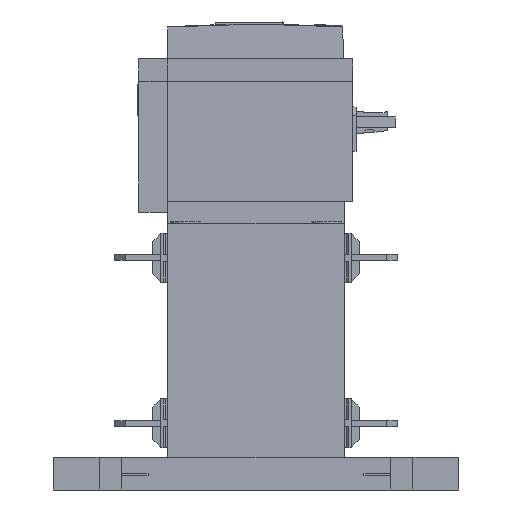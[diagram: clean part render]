
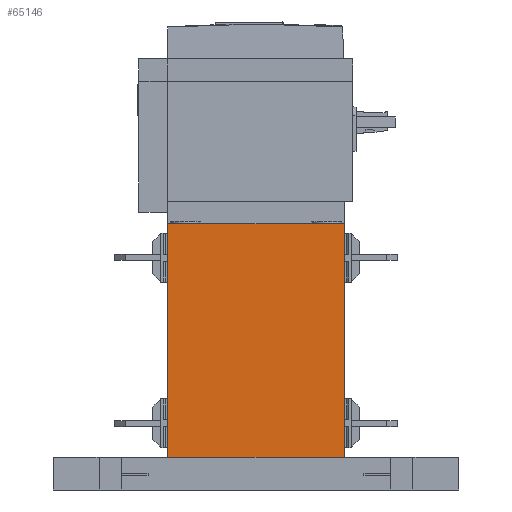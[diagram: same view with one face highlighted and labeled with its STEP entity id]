
A CAD part, left-side view. The second image highlights one B-rep face of the part: STEP entity #65146.
In plain terms, the highlighted planar face has unit normal (-1, 0, 0).
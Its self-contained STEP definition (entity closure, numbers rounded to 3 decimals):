
#46283=DIRECTION('',(0.,0.,-1.));
#46284=VECTOR('',#46283,132.2);
#46285=CARTESIAN_POINT('',(-135.,50.,150.7));
#46286=LINE('',#46285,#46284);
#49752=DIRECTION('',(0.,0.,1.));
#49753=VECTOR('',#49752,132.2);
#49754=CARTESIAN_POINT('',(-135.,-50.,18.5));
#49755=LINE('',#49754,#49753);
#50445=DIRECTION('',(0.,-1.,0.));
#50446=VECTOR('',#50445,100.);
#50447=CARTESIAN_POINT('',(-135.,50.,18.5));
#50448=LINE('',#50447,#50446);
#50505=DIRECTION('',(0.,1.,0.));
#50506=VECTOR('',#50505,100.);
#50507=CARTESIAN_POINT('',(-135.,-50.,150.7));
#50508=LINE('',#50507,#50506);
#55376=CARTESIAN_POINT('',(-135.,-50.,18.5));
#55377=CARTESIAN_POINT('',(-135.,-50.,150.7));
#55378=VERTEX_POINT('',#55376);
#55379=VERTEX_POINT('',#55377);
#56084=CARTESIAN_POINT('',(-135.,50.,150.7));
#56085=CARTESIAN_POINT('',(-135.,50.,18.5));
#56086=VERTEX_POINT('',#56084);
#56087=VERTEX_POINT('',#56085);
#65134=CARTESIAN_POINT('',(-135.,40.,130.4));
#65135=DIRECTION('',(1.,0.,0.));
#65136=DIRECTION('',(0.,1.,0.));
#65137=AXIS2_PLACEMENT_3D('',#65134,#65135,#65136);
#65138=PLANE('',#65137);
#65139=ORIENTED_EDGE('',*,*,#65119,.F.);
#65140=ORIENTED_EDGE('',*,*,#59572,.F.);
#65142=ORIENTED_EDGE('',*,*,#65141,.F.);
#65143=ORIENTED_EDGE('',*,*,#64815,.F.);
#65144=EDGE_LOOP('',(#65139,#65140,#65142,#65143));
#65145=FACE_OUTER_BOUND('',#65144,.F.);
#59572=EDGE_CURVE('',#56086,#56087,#46286,.T.);
#64815=EDGE_CURVE('',#55378,#55379,#49755,.T.);
#65119=EDGE_CURVE('',#56087,#55378,#50448,.T.);
#65141=EDGE_CURVE('',#55379,#56086,#50508,.T.);
#65146=ADVANCED_FACE('',(#65145),#65138,.F.);
